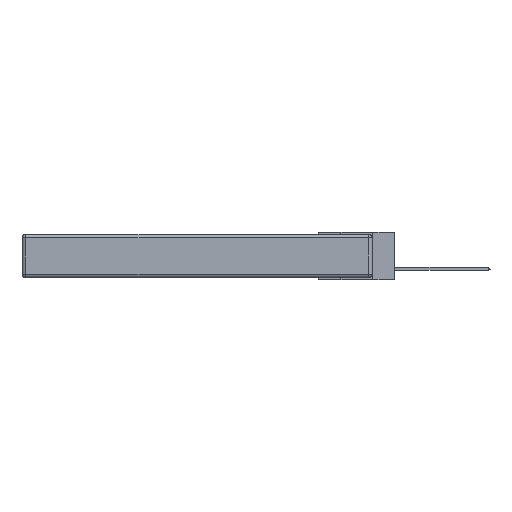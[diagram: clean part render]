
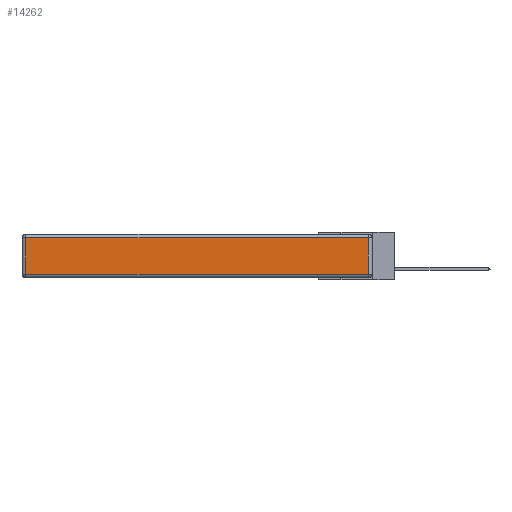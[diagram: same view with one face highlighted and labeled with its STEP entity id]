
A CAD part, left-side view. The second image highlights one B-rep face of the part: STEP entity #14262.
In plain terms, the highlighted planar face has unit normal (-1, 0, 0).
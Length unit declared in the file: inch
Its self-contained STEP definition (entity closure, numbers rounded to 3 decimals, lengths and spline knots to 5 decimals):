
#290 = EDGE_CURVE ( 'NONE', #10356, #3838, #10211, .T. ) ;
#1306 = CARTESIAN_POINT ( 'NONE',  ( 0., 0.03, -0.03 ) ) ;
#1473 = VECTOR ( 'NONE', #7682, 39.37008 ) ;
#1934 = FACE_OUTER_BOUND ( 'NONE', #22144, .T. ) ;
#2500 = ORIENTED_EDGE ( 'NONE', *, *, #290, .T. ) ;
#2996 = CARTESIAN_POINT ( 'NONE',  ( 0., 2.72, -0.313 ) ) ;
#3838 = VERTEX_POINT ( 'NONE', #23291 ) ;
#4243 = AXIS2_PLACEMENT_3D ( 'NONE', #7568, #19143, #22857 ) ;
#4409 = VERTEX_POINT ( 'NONE', #7891 ) ;
#5110 = LINE ( 'NONE', #24349, #16812 ) ;
#5699 = PLANE ( 'NONE',  #4243 ) ;
#5970 = DIRECTION ( 'NONE',  ( 0., 0., -1. ) ) ;
#6224 = CARTESIAN_POINT ( 'NONE',  ( 0., 0.03, -0.343 ) ) ;
#6943 = DIRECTION ( 'NONE',  ( 0., -1., 0. ) ) ;
#7568 = CARTESIAN_POINT ( 'NONE',  ( 0., 0., -0.343 ) ) ;
#7682 = DIRECTION ( 'NONE',  ( 0., 1., 0. ) ) ;
#7891 = CARTESIAN_POINT ( 'NONE',  ( 0., 0.03, -0.313 ) ) ;
#7990 = VECTOR ( 'NONE', #19739, 39.37008 ) ;
#8628 = VERTEX_POINT ( 'NONE', #2996 ) ;
#8802 = ORIENTED_EDGE ( 'NONE', *, *, #10773, .T. ) ;
#9979 = VECTOR ( 'NONE', #5970, 39.37008 ) ;
#10211 = LINE ( 'NONE', #15368, #1473 ) ;
#10356 = VERTEX_POINT ( 'NONE', #1306 ) ;
#10773 = EDGE_CURVE ( 'NONE', #8628, #4409, #5110, .T. ) ;
#11843 = CARTESIAN_POINT ( 'NONE',  ( 0., 2.72, -0.343 ) ) ;
#13383 = LINE ( 'NONE', #6224, #7990 ) ;
#14262 = ADVANCED_FACE ( 'NONE', ( #1934 ), #5699, .T. ) ;
#15368 = CARTESIAN_POINT ( 'NONE',  ( 0., 2.75, -0.03 ) ) ;
#16812 = VECTOR ( 'NONE', #6943, 39.37008 ) ;
#18281 = EDGE_CURVE ( 'NONE', #3838, #8628, #18685, .T. ) ;
#18685 = LINE ( 'NONE', #11843, #9979 ) ;
#19143 = DIRECTION ( 'NONE',  ( -1., 0., 0. ) ) ;
#19739 = DIRECTION ( 'NONE',  ( 0., 0., 1. ) ) ;
#21636 = ORIENTED_EDGE ( 'NONE', *, *, #18281, .T. ) ;
#21695 = EDGE_CURVE ( 'NONE', #4409, #10356, #13383, .T. ) ;
#22144 = EDGE_LOOP ( 'NONE', ( #8802, #24169, #2500, #21636 ) ) ;
#22857 = DIRECTION ( 'NONE',  ( 0., 0., 1. ) ) ;
#23291 = CARTESIAN_POINT ( 'NONE',  ( 0., 2.72, -0.03 ) ) ;
#24169 = ORIENTED_EDGE ( 'NONE', *, *, #21695, .T. ) ;
#24349 = CARTESIAN_POINT ( 'NONE',  ( 0., 0., -0.313 ) ) ;
